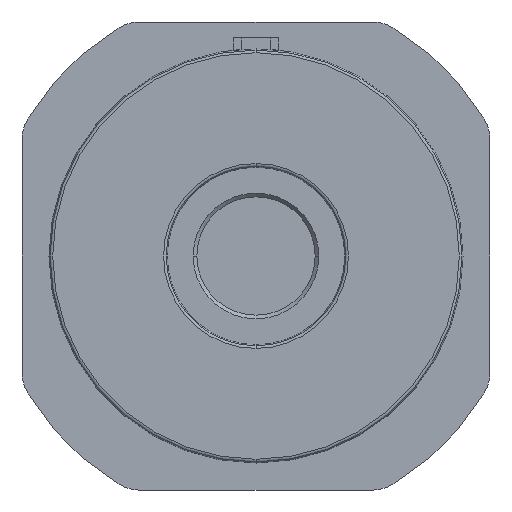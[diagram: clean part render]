
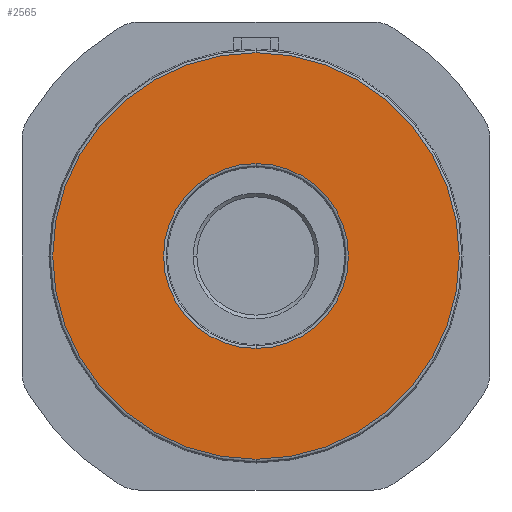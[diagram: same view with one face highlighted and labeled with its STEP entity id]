
A CAD part, front view. The second image highlights one B-rep face of the part: STEP entity #2565.
In plain terms, the highlighted planar face has unit normal (0, -1, 0).
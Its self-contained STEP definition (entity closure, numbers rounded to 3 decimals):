
#1327=CARTESIAN_POINT('',(2251.475,278.064,-26.65));
#1328=DIRECTION('',(0.,-1.,0.));
#1329=DIRECTION('',(1.,0.,0.));
#1330=AXIS2_PLACEMENT_3D('',#1327,#1328,#1329);
#1332=CARTESIAN_POINT('',(2251.475,278.064,-26.65));
#1333=DIRECTION('',(0.,-1.,0.));
#1334=DIRECTION('',(0.,0.,-1.));
#1335=AXIS2_PLACEMENT_3D('',#1332,#1333,#1334);
#1337=CARTESIAN_POINT('',(2251.475,278.064,-26.65));
#1338=DIRECTION('',(0.,-1.,0.));
#1339=DIRECTION('',(0.,0.,1.));
#1340=AXIS2_PLACEMENT_3D('',#1337,#1338,#1339);
#1342=CARTESIAN_POINT('',(2251.475,278.064,-26.65));
#1343=DIRECTION('',(0.,1.,0.));
#1344=DIRECTION('',(1.,0.,0.));
#1345=AXIS2_PLACEMENT_3D('',#1342,#1343,#1344);
#1347=CARTESIAN_POINT('',(2251.475,278.064,-26.65));
#1348=DIRECTION('',(0.,1.,0.));
#1349=DIRECTION('',(0.,0.,1.));
#1350=AXIS2_PLACEMENT_3D('',#1347,#1348,#1349);
#1352=CARTESIAN_POINT('',(2251.475,278.064,-26.65));
#1353=DIRECTION('',(0.,1.,0.));
#1354=DIRECTION('',(-1.,0.,0.));
#1355=AXIS2_PLACEMENT_3D('',#1352,#1353,#1354);
#1357=CARTESIAN_POINT('',(2251.475,278.064,-26.65));
#1358=DIRECTION('',(0.,1.,0.));
#1359=DIRECTION('',(0.,0.,-1.));
#1360=AXIS2_PLACEMENT_3D('',#1357,#1358,#1359);
#2258=CARTESIAN_POINT('',(2251.475,278.064,-39.15));
#2259=VERTEX_POINT('',#2258);
#2260=CARTESIAN_POINT('',(2251.475,278.064,-14.15));
#2261=VERTEX_POINT('',#2260);
#2262=CARTESIAN_POINT('',(2263.975,278.064,-26.65));
#2263=VERTEX_POINT('',#2262);
#2264=CARTESIAN_POINT('',(2238.975,278.064,-26.65));
#2265=VERTEX_POINT('',#2264);
#2266=CARTESIAN_POINT('',(2251.475,278.064,0.85));
#2268=VERTEX_POINT('',#2266);
#2272=CARTESIAN_POINT('',(2251.475,278.064,-54.15));
#2273=VERTEX_POINT('',#2272);
#2278=CARTESIAN_POINT('',(2278.975,278.064,-26.65));
#2279=VERTEX_POINT('',#2278);
#2544=CARTESIAN_POINT('',(2271.475,278.064,-26.65));
#2545=DIRECTION('',(0.,-1.,0.));
#2546=DIRECTION('',(0.,0.,-1.));
#2547=AXIS2_PLACEMENT_3D('',#2544,#2545,#2546);
#2548=PLANE('',#2547);
#2550=ORIENTED_EDGE('',*,*,#2549,.F.);
#2552=ORIENTED_EDGE('',*,*,#2551,.F.);
#2554=ORIENTED_EDGE('',*,*,#2553,.F.);
#2555=EDGE_LOOP('',(#2550,#2552,#2554));
#2556=FACE_OUTER_BOUND('',#2555,.F.);
#2558=ORIENTED_EDGE('',*,*,#2557,.F.);
#2560=ORIENTED_EDGE('',*,*,#2559,.F.);
#2561=ORIENTED_EDGE('',*,*,#2532,.F.);
#2562=ORIENTED_EDGE('',*,*,#2539,.F.);
#2563=EDGE_LOOP('',(#2558,#2560,#2561,#2562));
#2564=FACE_BOUND('',#2563,.F.);
#1331=CIRCLE('',#1330,27.5);
#1336=CIRCLE('',#1335,27.5);
#1341=CIRCLE('',#1340,27.5);
#1346=CIRCLE('',#1345,12.5);
#1351=CIRCLE('',#1350,12.5);
#1356=CIRCLE('',#1355,12.5);
#1361=CIRCLE('',#1360,12.5);
#2532=EDGE_CURVE('',#2265,#2261,#1356,.T.);
#2539=EDGE_CURVE('',#2259,#2265,#1361,.T.);
#2549=EDGE_CURVE('',#2279,#2268,#1331,.T.);
#2551=EDGE_CURVE('',#2273,#2279,#1336,.T.);
#2553=EDGE_CURVE('',#2268,#2273,#1341,.T.);
#2557=EDGE_CURVE('',#2263,#2259,#1346,.T.);
#2559=EDGE_CURVE('',#2261,#2263,#1351,.T.);
#2565=ADVANCED_FACE('',(#2556,#2564),#2548,.T.);
